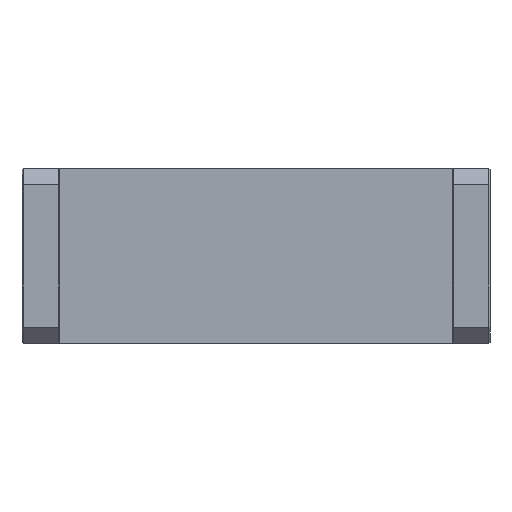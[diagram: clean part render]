
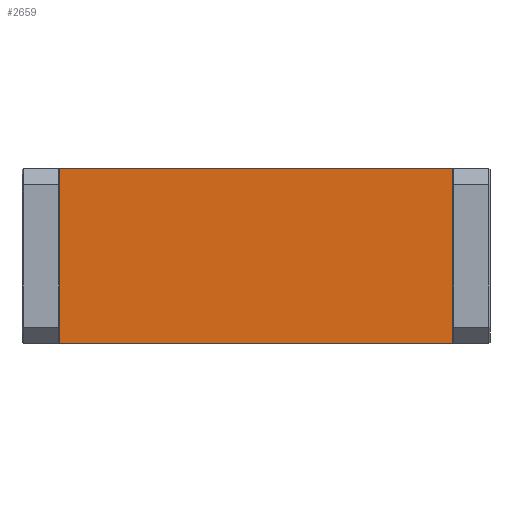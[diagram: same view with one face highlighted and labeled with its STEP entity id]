
A CAD part, top view. The second image highlights one B-rep face of the part: STEP entity #2659.
In plain terms, the highlighted planar face has unit normal (0, 0, 1).
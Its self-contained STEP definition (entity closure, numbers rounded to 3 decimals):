
#58 = CARTESIAN_POINT ( 'NONE',  ( 53.522, 17.452, 37.481 ) ) ;
#101 = CARTESIAN_POINT ( 'NONE',  ( 53.522, 36.248, 37.481 ) ) ;
#151 = VERTEX_POINT ( 'NONE', #101 ) ;
#157 = FACE_OUTER_BOUND ( 'NONE', #7740, .T. ) ;
#294 = VERTEX_POINT ( 'NONE', #6963 ) ;
#519 = EDGE_CURVE ( 'NONE', #2159, #7382, #533, .T. ) ;
#533 = LINE ( 'NONE', #4551, #7776 ) ;
#629 = EDGE_CURVE ( 'NONE', #151, #7382, #6689, .T. ) ;
#790 = CARTESIAN_POINT ( 'NONE',  ( 20.311, 26.914, 37.481 ) ) ;
#985 = EDGE_CURVE ( 'NONE', #8196, #5775, #1240, .T. ) ;
#1042 = DIRECTION ( 'NONE',  ( 0.707, 0.707, 0. ) ) ;
#1059 = LINE ( 'NONE', #6450, #2262 ) ;
#1240 = LINE ( 'NONE', #6677, #3116 ) ;
#1982 = CARTESIAN_POINT ( 'NONE',  ( 10.723, 17.325, 37.481 ) ) ;
#2030 = CARTESIAN_POINT ( 'NONE',  ( 53.649, 17.325, 37.481 ) ) ;
#2159 = VERTEX_POINT ( 'NONE', #2030 ) ;
#2160 = CARTESIAN_POINT ( 'NONE',  ( 10.85, 36.375, 37.481 ) ) ;
#2170 = VECTOR ( 'NONE', #3644, 1000. ) ;
#2262 = VECTOR ( 'NONE', #2420, 1000. ) ;
#2420 = DIRECTION ( 'NONE',  ( 1., 0., 0. ) ) ;
#2491 = ORIENTED_EDGE ( 'NONE', *, *, #4186, .T. ) ;
#2493 = EDGE_CURVE ( 'NONE', #5347, #2159, #1059, .T. ) ;
#2513 = ORIENTED_EDGE ( 'NONE', *, *, #6563, .T. ) ;
#2659 = ADVANCED_FACE ( 'NONE', ( #157 ), #8226, .T. ) ;
#2735 = DIRECTION ( 'NONE',  ( 0.707, -0.707, 0. ) ) ;
#3116 = VECTOR ( 'NONE', #2735, 1000. ) ;
#3439 = VECTOR ( 'NONE', #3882, 1000. ) ;
#3558 = DIRECTION ( 'NONE',  ( 0., 0., 1. ) ) ;
#3609 = DIRECTION ( 'NONE',  ( 0., -1., 0. ) ) ;
#3644 = DIRECTION ( 'NONE',  ( -0.707, -0.707, 0. ) ) ;
#3751 = CARTESIAN_POINT ( 'NONE',  ( 8.008, 36.375, 37.481 ) ) ;
#3773 = LINE ( 'NONE', #5047, #4729 ) ;
#3845 = VECTOR ( 'NONE', #3609, 1000. ) ;
#3882 = DIRECTION ( 'NONE',  ( -1., 0., 0. ) ) ;
#3939 = VERTEX_POINT ( 'NONE', #7267 ) ;
#3947 = ORIENTED_EDGE ( 'NONE', *, *, #6374, .T. ) ;
#4186 = EDGE_CURVE ( 'NONE', #5775, #3939, #8240, .T. ) ;
#4551 = CARTESIAN_POINT ( 'NONE',  ( 22.724, 48.25, 37.481 ) ) ;
#4705 = ORIENTED_EDGE ( 'NONE', *, *, #985, .T. ) ;
#4729 = VECTOR ( 'NONE', #1042, 1000. ) ;
#4955 = ORIENTED_EDGE ( 'NONE', *, *, #519, .T. ) ;
#5047 = CARTESIAN_POINT ( 'NONE',  ( 32.249, 14.976, 37.481 ) ) ;
#5347 = VERTEX_POINT ( 'NONE', #1982 ) ;
#5775 = VERTEX_POINT ( 'NONE', #6120 ) ;
#6024 = CARTESIAN_POINT ( 'NONE',  ( 53.522, 36.375, 37.481 ) ) ;
#6120 = CARTESIAN_POINT ( 'NONE',  ( 10.85, 36.248, 37.481 ) ) ;
#6259 = CARTESIAN_POINT ( 'NONE',  ( 0., 0., 37.481 ) ) ;
#6374 = EDGE_CURVE ( 'NONE', #294, #8196, #6462, .T. ) ;
#6450 = CARTESIAN_POINT ( 'NONE',  ( 8.008, 17.325, 37.481 ) ) ;
#6462 = LINE ( 'NONE', #3751, #3439 ) ;
#6563 = EDGE_CURVE ( 'NONE', #3939, #5347, #6854, .T. ) ;
#6643 = VECTOR ( 'NONE', #8031, 1000. ) ;
#6677 = CARTESIAN_POINT ( 'NONE',  ( 10.786, 36.312, 37.481 ) ) ;
#6689 = LINE ( 'NONE', #6024, #6643 ) ;
#6854 = LINE ( 'NONE', #790, #2170 ) ;
#6887 = CARTESIAN_POINT ( 'NONE',  ( 10.723, 36.375, 37.481 ) ) ;
#6963 = CARTESIAN_POINT ( 'NONE',  ( 53.649, 36.375, 37.481 ) ) ;
#7183 = EDGE_CURVE ( 'NONE', #151, #294, #3773, .T. ) ;
#7267 = CARTESIAN_POINT ( 'NONE',  ( 10.85, 17.452, 37.481 ) ) ;
#7272 = DIRECTION ( 'NONE',  ( -0.707, 0.707, 0. ) ) ;
#7382 = VERTEX_POINT ( 'NONE', #58 ) ;
#7497 = ORIENTED_EDGE ( 'NONE', *, *, #2493, .T. ) ;
#7606 = DIRECTION ( 'NONE',  ( 1., 0., 0. ) ) ;
#7740 = EDGE_LOOP ( 'NONE', ( #8238, #3947, #4705, #2491, #2513, #7497, #4955, #8288 ) ) ;
#7776 = VECTOR ( 'NONE', #7272, 1000. ) ;
#8031 = DIRECTION ( 'NONE',  ( 0., -1., 0. ) ) ;
#8070 = AXIS2_PLACEMENT_3D ( 'NONE', #6259, #3558, #7606 ) ;
#8196 = VERTEX_POINT ( 'NONE', #6887 ) ;
#8226 = PLANE ( 'NONE',  #8070 ) ;
#8238 = ORIENTED_EDGE ( 'NONE', *, *, #7183, .T. ) ;
#8240 = LINE ( 'NONE', #2160, #3845 ) ;
#8288 = ORIENTED_EDGE ( 'NONE', *, *, #629, .F. ) ;
